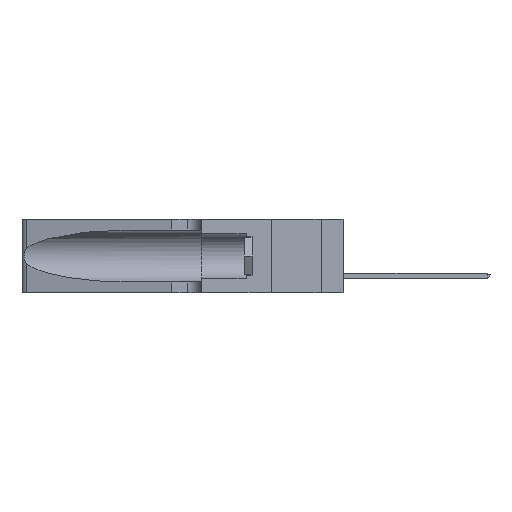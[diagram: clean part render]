
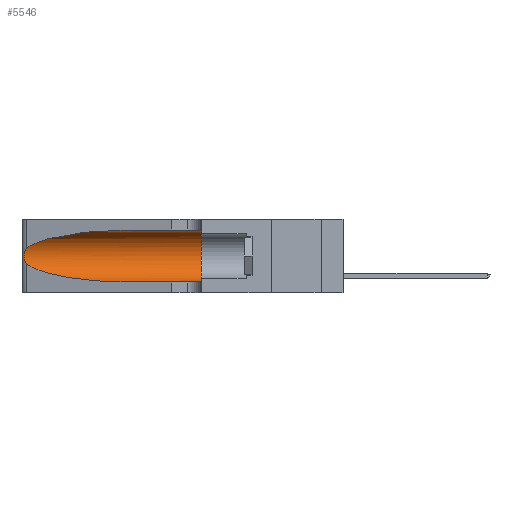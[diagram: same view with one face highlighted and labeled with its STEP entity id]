
A CAD part, left-side view. The second image highlights one B-rep face of the part: STEP entity #5546.
In plain terms, the highlighted cylindrical face has radius 3.308 mm (diameter 6.617 mm), a partial arc.
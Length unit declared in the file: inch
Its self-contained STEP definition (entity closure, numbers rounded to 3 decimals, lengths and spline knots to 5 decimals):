
#387 =( BOUNDED_CURVE ( )  B_SPLINE_CURVE ( 3, ( #26144, #21592, #22078, #10780 ),
 .UNSPECIFIED., .F., .T. ) 
 B_SPLINE_CURVE_WITH_KNOTS ( ( 4, 4 ),
 ( 1.5708, 2.84003 ),
 .UNSPECIFIED. ) 
 CURVE ( )  GEOMETRIC_REPRESENTATION_ITEM ( )  RATIONAL_B_SPLINE_CURVE ( ( 1., 0.87, 0.87, 1. ) ) 
 REPRESENTATION_ITEM ( '' )  );
#765 = VERTEX_POINT ( 'NONE', #22428 ) ;
#1003 = ORIENTED_EDGE ( 'NONE', *, *, #18836, .T. ) ;
#2493 = VERTEX_POINT ( 'NONE', #9111 ) ;
#3096 = EDGE_CURVE ( 'NONE', #27140, #7520, #13387, .T. ) ;
#4017 = CARTESIAN_POINT ( 'NONE',  ( 0.25555, 1.22993, 0.14849 ) ) ;
#4680 = ORIENTED_EDGE ( 'NONE', *, *, #6726, .T. ) ;
#4804 = DIRECTION ( 'NONE',  ( 0., -1., 0. ) ) ;
#5147 = VERTEX_POINT ( 'NONE', #14740 ) ;
#5433 = DIRECTION ( 'NONE',  ( 0., -1., 0. ) ) ;
#5546 = ADVANCED_FACE ( 'NONE', ( #28393 ), #13849, .F. ) ;
#5877 = LINE ( 'NONE', #19211, #15814 ) ;
#6726 = EDGE_CURVE ( 'NONE', #2493, #7520, #25146, .T. ) ;
#7340 = B_SPLINE_CURVE_WITH_KNOTS ( 'NONE', 3,
 ( #28790, #12750, #8290, #19808, #19894, #24132, #12844, #24339, #26625, #13051, #28900, #15317, #4017, #12532 ),
 .UNSPECIFIED., .F., .F.,
 ( 4, 2, 2, 2, 2, 2, 4 ),
 ( 0., 0.00027, 0.00053, 0.00107, 0.0016, 0.00187, 0.00214 ),
 .UNSPECIFIED. ) ;
#7520 = VERTEX_POINT ( 'NONE', #20481 ) ;
#7920 = CARTESIAN_POINT ( 'NONE',  ( 0.2373, 1.15595, 0.08982 ) ) ;
#7939 = ORIENTED_EDGE ( 'NONE', *, *, #14410, .T. ) ;
#8290 = CARTESIAN_POINT ( 'NONE',  ( 0.25639, 1.23184, 0.21858 ) ) ;
#9107 = EDGE_CURVE ( 'NONE', #5147, #2493, #17113, .T. ) ;
#9111 = CARTESIAN_POINT ( 'NONE',  ( 0.1305, 0.72297, 0.05475 ) ) ;
#10780 = CARTESIAN_POINT ( 'NONE',  ( 0.25487, 1.22718, 0.22369 ) ) ;
#11346 = VECTOR ( 'NONE', #4804, 39.37008 ) ;
#12268 = DIRECTION ( 'NONE',  ( 0., 0., 1. ) ) ;
#12461 = CARTESIAN_POINT ( 'NONE',  ( 0.1305, 1.61858, 0.05475 ) ) ;
#12532 = CARTESIAN_POINT ( 'NONE',  ( 0.25487, 1.22718, 0.14631 ) ) ;
#12570 = DIRECTION ( 'NONE',  ( 0., 0., -1. ) ) ;
#12750 = CARTESIAN_POINT ( 'NONE',  ( 0.25555, 1.22994, 0.2215 ) ) ;
#12844 = CARTESIAN_POINT ( 'NONE',  ( 0.26075, 1.23896, 0.19203 ) ) ;
#13051 = CARTESIAN_POINT ( 'NONE',  ( 0.25856, 1.23593, 0.16098 ) ) ;
#13387 = CIRCLE ( 'NONE', #17184, 0.13025 ) ;
#13849 = CYLINDRICAL_SURFACE ( 'NONE', #19893, 0.13025 ) ;
#14410 = EDGE_CURVE ( 'NONE', #765, #5147, #7340, .T. ) ;
#14740 = CARTESIAN_POINT ( 'NONE',  ( 0.25487, 1.22718, 0.14631 ) ) ;
#14984 = VERTEX_POINT ( 'NONE', #18697 ) ;
#15317 = CARTESIAN_POINT ( 'NONE',  ( 0.25639, 1.23186, 0.15144 ) ) ;
#15814 = VECTOR ( 'NONE', #5433, 39.37008 ) ;
#15974 = CARTESIAN_POINT ( 'NONE',  ( 0.1305, 0.72297, 0.05475 ) ) ;
#17113 =( BOUNDED_CURVE ( )  B_SPLINE_CURVE ( 3, ( #19197, #7920, #27283, #15974 ),
 .UNSPECIFIED., .F., .T. ) 
 B_SPLINE_CURVE_WITH_KNOTS ( ( 4, 4 ),
 ( 3.44316, 4.71239 ),
 .UNSPECIFIED. ) 
 CURVE ( )  GEOMETRIC_REPRESENTATION_ITEM ( )  RATIONAL_B_SPLINE_CURVE ( ( 1., 0.87, 0.87, 1. ) ) 
 REPRESENTATION_ITEM ( '' )  );
#17184 = AXIS2_PLACEMENT_3D ( 'NONE', #28192, #21186, #12268 ) ;
#17203 = CARTESIAN_POINT ( 'NONE',  ( 0.1305, 1.61858, 0.185 ) ) ;
#18697 = CARTESIAN_POINT ( 'NONE',  ( 0.1305, 0.72297, 0.31525 ) ) ;
#18746 = EDGE_CURVE ( 'NONE', #14984, #27140, #5877, .T. ) ;
#18836 = EDGE_CURVE ( 'NONE', #14984, #765, #387, .T. ) ;
#19197 = CARTESIAN_POINT ( 'NONE',  ( 0.25487, 1.22718, 0.14631 ) ) ;
#19211 = CARTESIAN_POINT ( 'NONE',  ( 0.1305, 1.61858, 0.31525 ) ) ;
#19247 = EDGE_LOOP ( 'NONE', ( #1003, #7939, #22342, #4680, #21806, #27987 ) ) ;
#19808 = CARTESIAN_POINT ( 'NONE',  ( 0.25787, 1.23484, 0.2124 ) ) ;
#19893 = AXIS2_PLACEMENT_3D ( 'NONE', #17203, #27829, #12570 ) ;
#19894 = CARTESIAN_POINT ( 'NONE',  ( 0.25854, 1.2359, 0.20912 ) ) ;
#20481 = CARTESIAN_POINT ( 'NONE',  ( 0.1305, 0.35, 0.05475 ) ) ;
#21186 = DIRECTION ( 'NONE',  ( 0., 1., 0. ) ) ;
#21592 = CARTESIAN_POINT ( 'NONE',  ( 0.18966, 0.96281, 0.31525 ) ) ;
#21806 = ORIENTED_EDGE ( 'NONE', *, *, #3096, .F. ) ;
#22078 = CARTESIAN_POINT ( 'NONE',  ( 0.2373, 1.15595, 0.28018 ) ) ;
#22342 = ORIENTED_EDGE ( 'NONE', *, *, #9107, .T. ) ;
#22428 = CARTESIAN_POINT ( 'NONE',  ( 0.25487, 1.22718, 0.22369 ) ) ;
#24132 = CARTESIAN_POINT ( 'NONE',  ( 0.26018, 1.23835, 0.19895 ) ) ;
#24339 = CARTESIAN_POINT ( 'NONE',  ( 0.26075, 1.23896, 0.178 ) ) ;
#25146 = LINE ( 'NONE', #12461, #11346 ) ;
#25180 = CARTESIAN_POINT ( 'NONE',  ( 0.1305, 0.35, 0.31525 ) ) ;
#26144 = CARTESIAN_POINT ( 'NONE',  ( 0.1305, 0.72297, 0.31525 ) ) ;
#26625 = CARTESIAN_POINT ( 'NONE',  ( 0.26017, 1.23833, 0.17102 ) ) ;
#27140 = VERTEX_POINT ( 'NONE', #25180 ) ;
#27283 = CARTESIAN_POINT ( 'NONE',  ( 0.18966, 0.96281, 0.05475 ) ) ;
#27829 = DIRECTION ( 'NONE',  ( 0., -1., 0. ) ) ;
#27987 = ORIENTED_EDGE ( 'NONE', *, *, #18746, .F. ) ;
#28192 = CARTESIAN_POINT ( 'NONE',  ( 0.1305, 0.35, 0.185 ) ) ;
#28393 = FACE_OUTER_BOUND ( 'NONE', #19247, .T. ) ;
#28790 = CARTESIAN_POINT ( 'NONE',  ( 0.25487, 1.22718, 0.22369 ) ) ;
#28900 = CARTESIAN_POINT ( 'NONE',  ( 0.25789, 1.23486, 0.15765 ) ) ;
